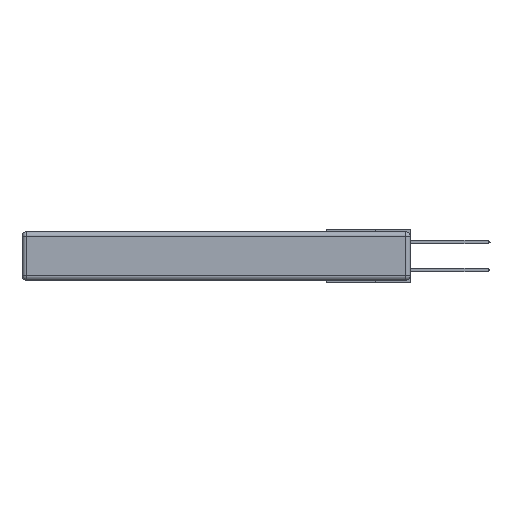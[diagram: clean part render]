
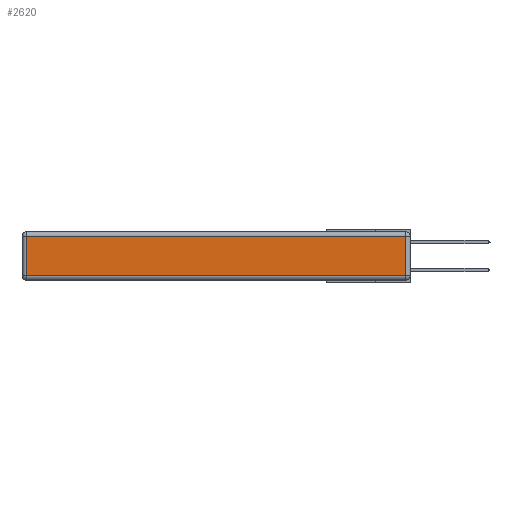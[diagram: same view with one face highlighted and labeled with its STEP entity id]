
A CAD part, left-side view. The second image highlights one B-rep face of the part: STEP entity #2620.
In plain terms, the highlighted planar face has unit normal (-1, 0, 0).
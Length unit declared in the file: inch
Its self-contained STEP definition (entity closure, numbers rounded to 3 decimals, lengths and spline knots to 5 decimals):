
#194 = CARTESIAN_POINT ( 'NONE',  ( 0., 0., -0.313 ) ) ;
#1625 = PLANE ( 'NONE',  #10121 ) ;
#2552 = DIRECTION ( 'NONE',  ( 0., 0., 1. ) ) ;
#2620 = ADVANCED_FACE ( 'NONE', ( #21518 ), #1625, .T. ) ;
#2822 = VERTEX_POINT ( 'NONE', #18253 ) ;
#3130 = CARTESIAN_POINT ( 'NONE',  ( 0., 2.75, -0.03 ) ) ;
#3536 = ORIENTED_EDGE ( 'NONE', *, *, #18286, .T. ) ;
#5624 = VERTEX_POINT ( 'NONE', #12935 ) ;
#6217 = CARTESIAN_POINT ( 'NONE',  ( 0., 0., -0.343 ) ) ;
#7663 = EDGE_CURVE ( 'NONE', #12999, #2822, #23621, .T. ) ;
#8493 = DIRECTION ( 'NONE',  ( 0., 0., 1. ) ) ;
#9226 = LINE ( 'NONE', #3130, #11000 ) ;
#10121 = AXIS2_PLACEMENT_3D ( 'NONE', #6217, #22154, #8493 ) ;
#10210 = EDGE_LOOP ( 'NONE', ( #15361, #14844, #18200, #3536 ) ) ;
#11000 = VECTOR ( 'NONE', #12319, 39.37008 ) ;
#11428 = VECTOR ( 'NONE', #2552, 39.37008 ) ;
#11667 = DIRECTION ( 'NONE',  ( 0., -1., 0. ) ) ;
#12319 = DIRECTION ( 'NONE',  ( 0., 1., 0. ) ) ;
#12935 = CARTESIAN_POINT ( 'NONE',  ( 0., 0.03, -0.03 ) ) ;
#12999 = VERTEX_POINT ( 'NONE', #14751 ) ;
#13909 = DIRECTION ( 'NONE',  ( 0., 0., -1. ) ) ;
#13931 = VECTOR ( 'NONE', #13909, 39.37008 ) ;
#14751 = CARTESIAN_POINT ( 'NONE',  ( 0., 2.72, -0.313 ) ) ;
#14844 = ORIENTED_EDGE ( 'NONE', *, *, #20603, .T. ) ;
#15361 = ORIENTED_EDGE ( 'NONE', *, *, #7663, .T. ) ;
#18200 = ORIENTED_EDGE ( 'NONE', *, *, #25416, .T. ) ;
#18253 = CARTESIAN_POINT ( 'NONE',  ( 0., 0.03, -0.313 ) ) ;
#18286 = EDGE_CURVE ( 'NONE', #23307, #12999, #24606, .T. ) ;
#20603 = EDGE_CURVE ( 'NONE', #2822, #5624, #22828, .T. ) ;
#21518 = FACE_OUTER_BOUND ( 'NONE', #10210, .T. ) ;
#22154 = DIRECTION ( 'NONE',  ( -1., 0., 0. ) ) ;
#22725 = CARTESIAN_POINT ( 'NONE',  ( 0., 2.72, -0.343 ) ) ;
#22828 = LINE ( 'NONE', #25124, #11428 ) ;
#23307 = VERTEX_POINT ( 'NONE', #27870 ) ;
#23621 = LINE ( 'NONE', #194, #23971 ) ;
#23971 = VECTOR ( 'NONE', #11667, 39.37008 ) ;
#24606 = LINE ( 'NONE', #22725, #13931 ) ;
#25124 = CARTESIAN_POINT ( 'NONE',  ( 0., 0.03, -0.343 ) ) ;
#25416 = EDGE_CURVE ( 'NONE', #5624, #23307, #9226, .T. ) ;
#27870 = CARTESIAN_POINT ( 'NONE',  ( 0., 2.72, -0.03 ) ) ;
